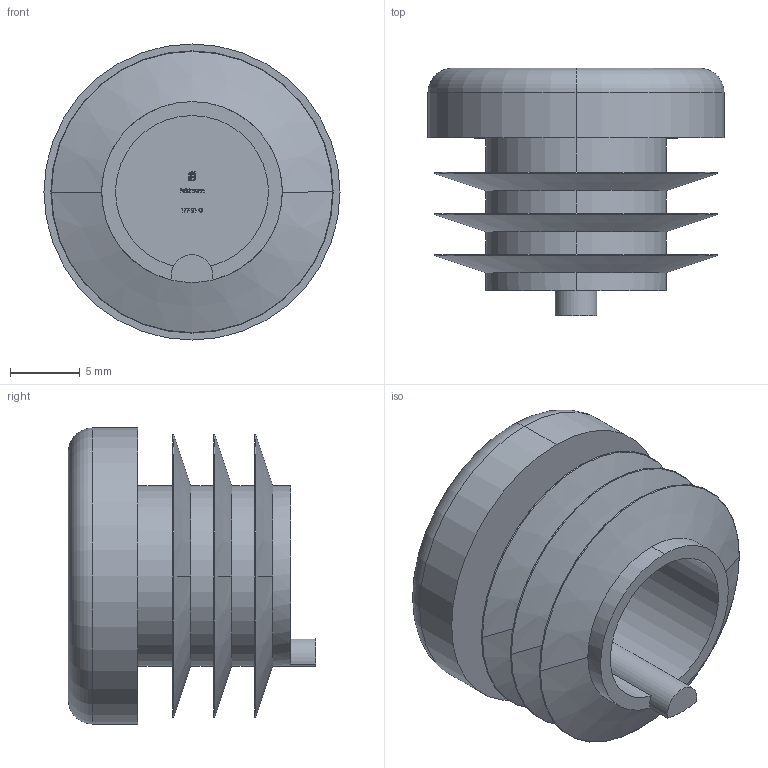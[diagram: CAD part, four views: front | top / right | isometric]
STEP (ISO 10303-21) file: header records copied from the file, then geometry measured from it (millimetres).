
FILE_DESCRIPTION (( 'STEP AP203' ), '1' );
FILE_NAME ('177-21-G.step', '2021-01-22T12:24:14', ( '' ), ( '' ), 'SwSTEP 2.0', 'SolidWorks 2018', '' );
FILE_SCHEMA (( 'CONFIG_CONTROL_DESIGN' ));
Length unit declared in the file: millimetre
Products named in the file (2): 177-21-G
Bounding box: 21.3 x 17.8 x 21.3 mm (x, y, z)
Volume: 2555 mm3; surface area: 2876.5 mm2
Topology: 1 solids, 1 shells, 253 faces, 673 edges, 446 vertices
Faces by surface type: plane 144, bspline 83, cylinder 12, torus 8, cone 6
Entity records: 11660 total; most frequent: CARTESIAN_POINT 5721, ORIENTED_EDGE 1346, DIRECTION 907, EDGE_CURVE 673, LINE 451, VECTOR 451, VERTEX_POINT 446, EDGE_LOOP 277
